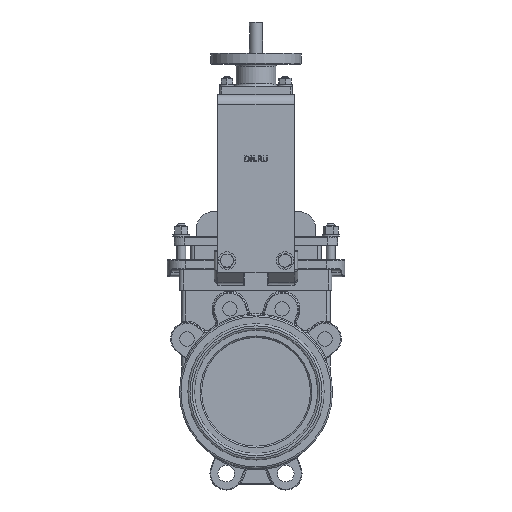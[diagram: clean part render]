
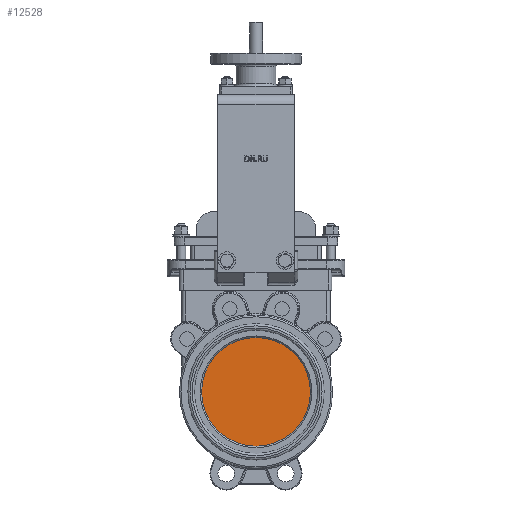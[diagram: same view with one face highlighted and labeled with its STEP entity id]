
A CAD part, top view. The second image highlights one B-rep face of the part: STEP entity #12528.
In plain terms, the highlighted planar face has unit normal (0, 0, 1).
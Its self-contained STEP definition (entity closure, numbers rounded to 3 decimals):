
#2495=PLANE('',#14062);
#3107=FACE_OUTER_BOUND('',#3895,.T.);
#3895=EDGE_LOOP('',(#10039));
#4503=CIRCLE('',#13501,75.);
#5292=VERTEX_POINT('',#20835);
#6552=EDGE_CURVE('',#5292,#5292,#4503,.T.);
#10039=ORIENTED_EDGE('',*,*,#6552,.F.);
#12528=ADVANCED_FACE('',(#3107),#2495,.T.);
#13501=AXIS2_PLACEMENT_3D('',#20837,#15604,#15605);
#14062=AXIS2_PLACEMENT_3D('',#23152,#17016,#17017);
#15604=DIRECTION('center_axis',(0.,0.,-1.));
#15605=DIRECTION('ref_axis',(1.,0.,0.));
#17016=DIRECTION('center_axis',(0.,0.,1.));
#17017=DIRECTION('ref_axis',(1.,0.,0.));
#20835=CARTESIAN_POINT('',(-75.,0.,10.));
#20837=CARTESIAN_POINT('Origin',(0.,0.,10.));
#23152=CARTESIAN_POINT('Origin',(0.,0.,10.));
